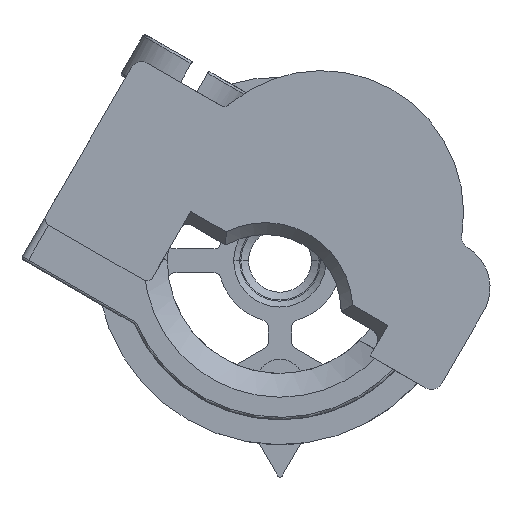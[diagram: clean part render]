
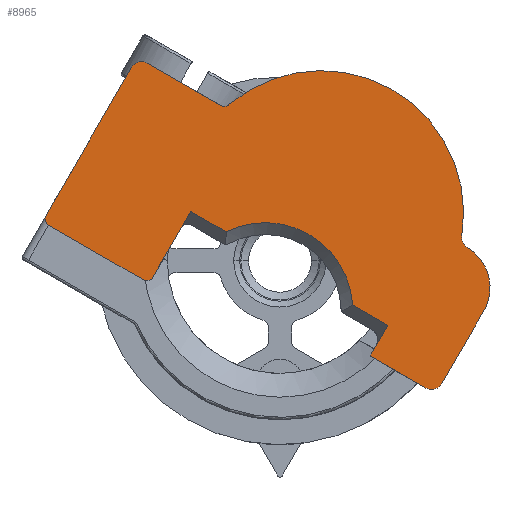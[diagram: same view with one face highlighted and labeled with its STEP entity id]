
A CAD part, front view. The second image highlights one B-rep face of the part: STEP entity #8965.
In plain terms, the highlighted planar face has unit normal (0, -1, 0).
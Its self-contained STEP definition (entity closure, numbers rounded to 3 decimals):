
#2785=DIRECTION('',(-0.5,0.,-0.866));
#2786=VECTOR('',#2785,1.5);
#2787=CARTESIAN_POINT('',(4.552,-34.55,-2.715));
#2788=LINE('',#2787,#2786);
#2813=CARTESIAN_POINT('',(-9.605,-34.55,1.764));
#2814=DIRECTION('',(0.,-1.,0.));
#2815=DIRECTION('',(-0.866,0.,0.5));
#2816=AXIS2_PLACEMENT_3D('',#2813,#2814,#2815);
#2818=DIRECTION('',(-0.5,0.,-0.866));
#2819=VECTOR('',#2818,7.2);
#2820=CARTESIAN_POINT('',(-6.265,-34.55,8.149));
#2821=LINE('',#2820,#2819);
#2822=CARTESIAN_POINT('',(-5.832,-34.55,7.899));
#2823=DIRECTION('',(0.,-1.,0.));
#2824=DIRECTION('',(0.5,0.,0.866));
#2825=AXIS2_PLACEMENT_3D('',#2822,#2823,#2824);
#2827=DIRECTION('',(-0.866,0.,0.5));
#2828=VECTOR('',#2827,3.562);
#2829=CARTESIAN_POINT('',(-2.497,-34.55,6.551));
#2830=LINE('',#2829,#2828);
#2831=CARTESIAN_POINT('',(1.743,-34.55,2.02));
#2832=DIRECTION('',(0.,-1.,0.));
#2833=DIRECTION('',(0.988,0.,-0.157));
#2834=AXIS2_PLACEMENT_3D('',#2831,#2832,#2833);
#2836=CARTESIAN_POINT('',(6.859,-34.55,-1.136));
#2837=DIRECTION('',(0.,-1.,0.));
#2838=DIRECTION('',(0.907,0.,-0.422));
#2839=AXIS2_PLACEMENT_3D('',#2836,#2837,#2838);
#2841=DIRECTION('',(0.5,0.,0.866));
#2842=VECTOR('',#2841,3.696);
#2843=CARTESIAN_POINT('',(6.824,-34.55,-5.181));
#2844=LINE('',#2843,#2842);
#2845=CARTESIAN_POINT('',(6.391,-34.55,-4.931));
#2846=DIRECTION('',(0.,-1.,0.));
#2847=DIRECTION('',(-0.5,0.,-0.866));
#2848=AXIS2_PLACEMENT_3D('',#2845,#2846,#2847);
#2850=DIRECTION('',(0.866,0.,-0.5));
#2851=VECTOR('',#2850,2.7);
#2852=CARTESIAN_POINT('',(3.802,-34.55,-4.014));
#2853=LINE('',#2852,#2851);
#2854=DIRECTION('',(0.866,0.,-0.5));
#2855=VECTOR('',#2854,1.719);
#2856=CARTESIAN_POINT('',(3.063,-34.55,
-1.855));
#2857=LINE('',#2856,#2855);
#2858=CARTESIAN_POINT('',(-0.629,-34.55,-2.09));
#2859=DIRECTION('',(0.,1.,0.));
#2860=DIRECTION('',(-0.444,0.,0.896));
#2861=AXIS2_PLACEMENT_3D('',#2858,#2859,#2860);
#2863=DIRECTION('',(0.866,0.,-0.5));
#2864=VECTOR('',#2863,1.719);
#2865=CARTESIAN_POINT('',(-3.761,-34.55,2.085));
#2866=LINE('',#2865,#2864);
#2867=CARTESIAN_POINT('',(-5.621,-34.55,-0.536));
#2868=DIRECTION('',(0.,-1.,0.));
#2869=DIRECTION('',(-0.5,0.,-0.866));
#2870=AXIS2_PLACEMENT_3D('',#2867,#2868,#2869);
#2872=DIRECTION('',(0.866,0.,-0.5));
#2873=VECTOR('',#2872,4.6);
#2874=CARTESIAN_POINT('',(-9.755,-34.55,1.504));
#2875=LINE('',#2874,#2873);
#3309=DIRECTION('',(0.5,0.,0.866));
#3310=VECTOR('',#3309,3.2);
#3311=CARTESIAN_POINT('',(-5.361,-34.55,-0.686));
#3312=LINE('',#3311,#3310);
#3605=CARTESIAN_POINT('',(8.162,-34.55,0.997));
#3606=DIRECTION('',(0.,1.,0.));
#3607=DIRECTION('',(-0.522,0.,-0.853));
#3608=AXIS2_PLACEMENT_3D('',#3605,#3606,#3607);
#3642=CARTESIAN_POINT('',(-2.347,-34.55,6.811));
#3643=DIRECTION('',(0.,1.,0.));
#3644=DIRECTION('',(0.649,0.,-0.761));
#3645=AXIS2_PLACEMENT_3D('',#3642,#3643,#3644);
#5236=CARTESIAN_POINT('',(8.672,-34.55,-1.98));
#5238=VERTEX_POINT('',#5236);
#5239=CARTESIAN_POINT('',(3.063,-34.55,
-1.855));
#5240=CARTESIAN_POINT('',(4.552,-34.55,-2.715));
#5241=VERTEX_POINT('',#5239);
#5242=VERTEX_POINT('',#5240);
#5243=CARTESIAN_POINT('',(-2.272,-34.55,1.225));
#5244=VERTEX_POINT('',#5243);
#5245=CARTESIAN_POINT('',(-3.761,-34.55,2.085));
#5246=VERTEX_POINT('',#5245);
#5255=CARTESIAN_POINT('',(3.802,-34.55,-4.014));
#5256=VERTEX_POINT('',#5255);
#5261=CARTESIAN_POINT('',(7.902,-34.55,0.57));
#5262=VERTEX_POINT('',#5261);
#5265=CARTESIAN_POINT('',(7.669,-34.55,1.076));
#5266=VERTEX_POINT('',#5265);
#5271=CARTESIAN_POINT('',(-5.582,-34.55,8.332));
#5272=CARTESIAN_POINT('',(-6.265,-34.55,8.149));
#5273=VERTEX_POINT('',#5271);
#5274=VERTEX_POINT('',#5272);
#5279=CARTESIAN_POINT('',(6.141,-34.55,-5.364));
#5280=VERTEX_POINT('',#5279);
#5281=CARTESIAN_POINT('',(6.824,-34.55,-5.181));
#5282=VERTEX_POINT('',#5281);
#5285=CARTESIAN_POINT('',(-2.152,-34.55,6.583));
#5286=VERTEX_POINT('',#5285);
#5289=CARTESIAN_POINT('',(-2.497,-34.55,6.551));
#5290=VERTEX_POINT('',#5289);
#5295=CARTESIAN_POINT('',(-9.865,-34.55,1.914));
#5296=CARTESIAN_POINT('',(-9.755,-34.55,1.504));
#5297=VERTEX_POINT('',#5295);
#5298=VERTEX_POINT('',#5296);
#5303=CARTESIAN_POINT('',(-5.771,-34.55,-0.796));
#5304=CARTESIAN_POINT('',(-5.361,-34.55,-0.686));
#5305=VERTEX_POINT('',#5303);
#5306=VERTEX_POINT('',#5304);
#8924=CARTESIAN_POINT('',(1.743,-34.55,2.02));
#8925=DIRECTION('',(0.,-1.,0.));
#8926=DIRECTION('',(0.866,0.,-0.5));
#8927=AXIS2_PLACEMENT_3D('',#8924,#8925,#8926);
#8928=PLANE('',#8927);
#8930=ORIENTED_EDGE('',*,*,#8929,.F.);
#8932=ORIENTED_EDGE('',*,*,#8931,.F.);
#8934=ORIENTED_EDGE('',*,*,#8933,.F.);
#8936=ORIENTED_EDGE('',*,*,#8935,.F.);
#8938=ORIENTED_EDGE('',*,*,#8937,.F.);
#8940=ORIENTED_EDGE('',*,*,#8939,.F.);
#8942=ORIENTED_EDGE('',*,*,#8941,.F.);
#8944=ORIENTED_EDGE('',*,*,#8943,.F.);
#8946=ORIENTED_EDGE('',*,*,#8945,.F.);
#8948=ORIENTED_EDGE('',*,*,#8947,.F.);
#8949=ORIENTED_EDGE('',*,*,#8914,.F.);
#8950=ORIENTED_EDGE('',*,*,#8896,.F.);
#8952=ORIENTED_EDGE('',*,*,#8951,.F.);
#8954=ORIENTED_EDGE('',*,*,#8953,.F.);
#8956=ORIENTED_EDGE('',*,*,#8955,.F.);
#8958=ORIENTED_EDGE('',*,*,#8957,.F.);
#8960=ORIENTED_EDGE('',*,*,#8959,.F.);
#8962=ORIENTED_EDGE('',*,*,#8961,.F.);
#8963=EDGE_LOOP('',(#8930,#8932,#8934,#8936,#8938,#8940,#8942,#8944,#8946,#8948,
#8949,#8950,#8952,#8954,#8956,#8958,#8960,#8962));
#8964=FACE_OUTER_BOUND('',#8963,.F.);
#8965=ADVANCED_FACE('',(#8964),#8928,.T.);
#2817=CIRCLE('',#2816,0.3);
#2826=CIRCLE('',#2825,0.5);
#2835=CIRCLE('',#2834,6.);
#2840=CIRCLE('',#2839,2.);
#2849=CIRCLE('',#2848,0.5);
#2862=CIRCLE('',#2861,3.7);
#2871=CIRCLE('',#2870,0.3);
#3609=CIRCLE('',#3608,0.5);
#3646=CIRCLE('',#3645,0.3);
#8896=EDGE_CURVE('',#5242,#5256,#2788,.T.);
#8914=EDGE_CURVE('',#5256,#5280,#2853,.T.);
#8929=EDGE_CURVE('',#5297,#5298,#2817,.T.);
#8931=EDGE_CURVE('',#5274,#5297,#2821,.T.);
#8933=EDGE_CURVE('',#5273,#5274,#2826,.T.);
#8935=EDGE_CURVE('',#5290,#5273,#2830,.T.);
#8937=EDGE_CURVE('',#5286,#5290,#3646,.T.);
#8939=EDGE_CURVE('',#5266,#5286,#2835,.T.);
#8941=EDGE_CURVE('',#5262,#5266,#3609,.T.);
#8943=EDGE_CURVE('',#5238,#5262,#2840,.T.);
#8945=EDGE_CURVE('',#5282,#5238,#2844,.T.);
#8947=EDGE_CURVE('',#5280,#5282,#2849,.T.);
#8951=EDGE_CURVE('',#5241,#5242,#2857,.T.);
#8953=EDGE_CURVE('',#5244,#5241,#2862,.T.);
#8955=EDGE_CURVE('',#5246,#5244,#2866,.T.);
#8957=EDGE_CURVE('',#5306,#5246,#3312,.T.);
#8959=EDGE_CURVE('',#5305,#5306,#2871,.T.);
#8961=EDGE_CURVE('',#5298,#5305,#2875,.T.);
